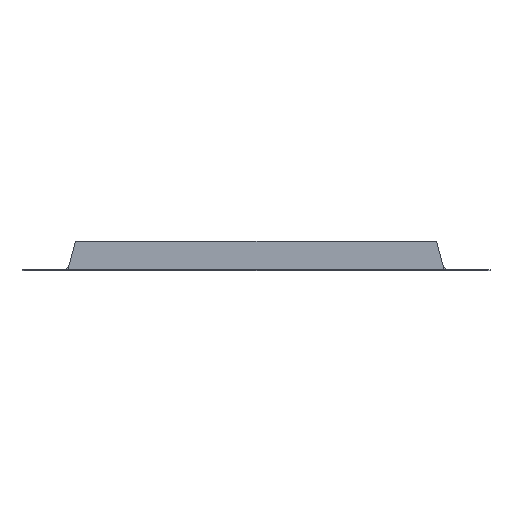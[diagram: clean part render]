
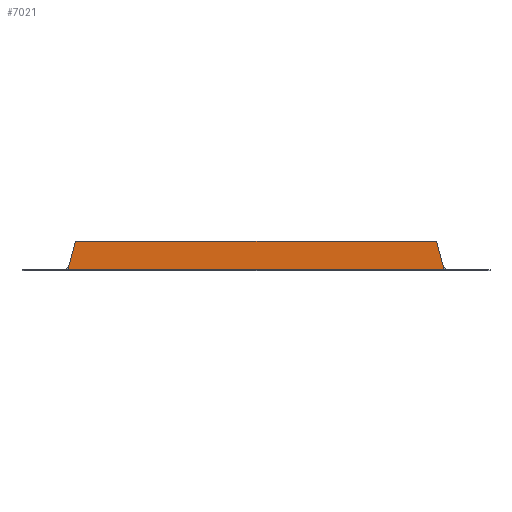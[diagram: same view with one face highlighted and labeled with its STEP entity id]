
A CAD part, front view. The second image highlights one B-rep face of the part: STEP entity #7021.
In plain terms, the highlighted planar face has unit normal (0, -1, 0).
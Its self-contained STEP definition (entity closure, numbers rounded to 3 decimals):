
#136=DIRECTION('',(-0.259,0.,-0.966));
#137=VECTOR('',#136,39.34);
#138=CARTESIAN_POINT('',(-248.746,0.,40.));
#139=LINE('',#138,#137);
#140=DIRECTION('',(-0.259,0.,0.966));
#141=VECTOR('',#140,39.34);
#142=CARTESIAN_POINT('',(258.928,0.,2.));
#143=LINE('',#142,#141);
#152=DIRECTION('',(-1.,0.,0.));
#153=VECTOR('',#152,517.856);
#154=CARTESIAN_POINT('',(258.928,0.,2.));
#155=LINE('',#154,#153);
#5539=DIRECTION('',(1.,0.,0.));
#5540=VECTOR('',#5539,497.492);
#5541=CARTESIAN_POINT('',(-248.746,0.,40.));
#5542=LINE('',#5541,#5540);
#5683=CARTESIAN_POINT('',(-248.746,0.,40.));
#5684=CARTESIAN_POINT('',(-258.928,0.,2.));
#5685=VERTEX_POINT('',#5683);
#5686=VERTEX_POINT('',#5684);
#5691=CARTESIAN_POINT('',(258.928,0.,2.));
#5692=CARTESIAN_POINT('',(248.746,0.,40.));
#5693=VERTEX_POINT('',#5691);
#5694=VERTEX_POINT('',#5692);
#7007=CARTESIAN_POINT('',(322.5,0.,40.));
#7008=DIRECTION('',(0.,1.,0.));
#7009=DIRECTION('',(0.,0.,1.));
#7010=AXIS2_PLACEMENT_3D('',#7007,#7008,#7009);
#7011=PLANE('',#7010);
#7013=ORIENTED_EDGE('',*,*,#7012,.T.);
#7015=ORIENTED_EDGE('',*,*,#7014,.F.);
#7017=ORIENTED_EDGE('',*,*,#7016,.T.);
#7018=ORIENTED_EDGE('',*,*,#6998,.F.);
#7019=EDGE_LOOP('',(#7013,#7015,#7017,#7018));
#7020=FACE_OUTER_BOUND('',#7019,.F.);
#7021=ADVANCED_FACE('',(#7020),#7011,.F.);
#6998=EDGE_CURVE('',#5693,#5694,#143,.T.);
#7012=EDGE_CURVE('',#5693,#5686,#155,.T.);
#7014=EDGE_CURVE('',#5685,#5686,#139,.T.);
#7016=EDGE_CURVE('',#5685,#5694,#5542,.T.);
